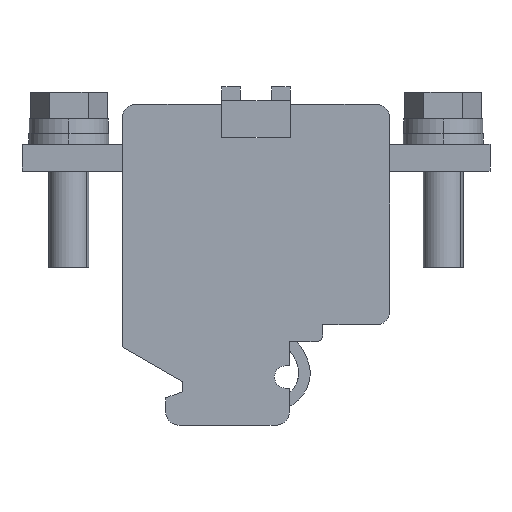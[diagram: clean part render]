
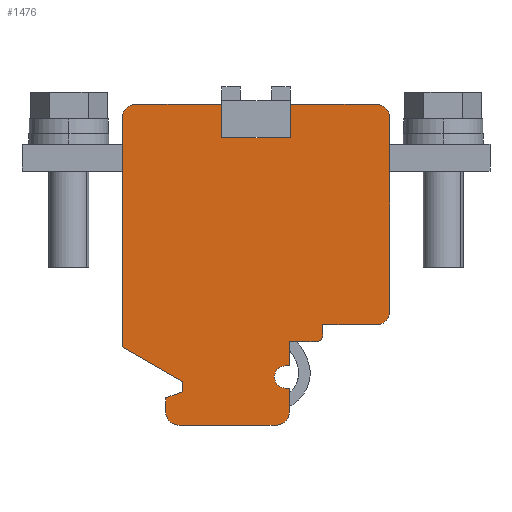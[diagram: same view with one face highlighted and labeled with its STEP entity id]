
A CAD part, left-side view. The second image highlights one B-rep face of the part: STEP entity #1476.
In plain terms, the highlighted planar face has unit normal (-1, 0, 0).
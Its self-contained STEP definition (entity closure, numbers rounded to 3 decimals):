
#443=AXIS2_PLACEMENT_3D('Circle Axis2P3D',#441,#442,$) ;
#515=AXIS2_PLACEMENT_3D('Circle Axis2P3D',#513,#514,$) ;
#570=AXIS2_PLACEMENT_3D('Circle Axis2P3D',#568,#569,$) ;
#625=AXIS2_PLACEMENT_3D('Circle Axis2P3D',#623,#624,$) ;
#673=AXIS2_PLACEMENT_3D('Circle Axis2P3D',#671,#672,$) ;
#800=AXIS2_PLACEMENT_3D('Circle Axis2P3D',#798,#799,$) ;
#939=AXIS2_PLACEMENT_3D('Circle Axis2P3D',#937,#938,$) ;
#1419=AXIS2_PLACEMENT_3D('Plane Axis2P3D',#1416,#1417,#1418) ;
#438=CARTESIAN_POINT('Vertex',(0.,15.,17.)) ;
#441=CARTESIAN_POINT('Axis2P3D Location',(0.,17.,17.)) ;
#445=CARTESIAN_POINT('Vertex',(0.,17.,15.)) ;
#465=CARTESIAN_POINT('Line Origine',(0.,21.,15.)) ;
#469=CARTESIAN_POINT('Vertex',(0.,25.,15.)) ;
#489=CARTESIAN_POINT('Line Origine',(0.,25.,14.25)) ;
#493=CARTESIAN_POINT('Vertex',(0.,25.,13.5)) ;
#513=CARTESIAN_POINT('Axis2P3D Location',(0.,26.,13.5)) ;
#517=CARTESIAN_POINT('Vertex',(0.,26.,12.5)) ;
#541=CARTESIAN_POINT('Vertex',(0.,30.,8.85)) ;
#544=CARTESIAN_POINT('Line Origine',(0.,30.3,8.85)) ;
#548=CARTESIAN_POINT('Vertex',(0.,30.6,8.85)) ;
#568=CARTESIAN_POINT('Axis2P3D Location',(0.,30.6,7.2)) ;
#572=CARTESIAN_POINT('Vertex',(0.,30.6,5.55)) ;
#592=CARTESIAN_POINT('Line Origine',(0.,30.3,5.55)) ;
#596=CARTESIAN_POINT('Vertex',(0.,30.,5.55)) ;
#620=CARTESIAN_POINT('Vertex',(0.,30.,2.)) ;
#623=CARTESIAN_POINT('Axis2P3D Location',(0.,32.,2.)) ;
#627=CARTESIAN_POINT('Vertex',(0.,32.,0.)) ;
#647=CARTESIAN_POINT('Line Origine',(0.,39.25,0.)) ;
#651=CARTESIAN_POINT('Vertex',(0.,46.5,0.)) ;
#671=CARTESIAN_POINT('Axis2P3D Location',(0.,46.5,2.)) ;
#675=CARTESIAN_POINT('Vertex',(0.,48.5,2.)) ;
#695=CARTESIAN_POINT('Line Origine',(0.,48.5,3.045)) ;
#699=CARTESIAN_POINT('Vertex',(0.,48.5,4.09)) ;
#719=CARTESIAN_POINT('Line Origine',(0.,47.25,4.545)) ;
#723=CARTESIAN_POINT('Vertex',(0.,46.,5.)) ;
#743=CARTESIAN_POINT('Line Origine',(0.,46.,5.75)) ;
#747=CARTESIAN_POINT('Vertex',(0.,46.,6.5)) ;
#767=CARTESIAN_POINT('Line Origine',(0.,50.5,9.098)) ;
#771=CARTESIAN_POINT('Vertex',(0.,55.,11.696)) ;
#795=CARTESIAN_POINT('Vertex',(0.,55.,46.)) ;
#798=CARTESIAN_POINT('Axis2P3D Location',(0.,53.,46.)) ;
#802=CARTESIAN_POINT('Vertex',(0.,53.,48.)) ;
#822=CARTESIAN_POINT('Line Origine',(0.,46.575,48.)) ;
#826=CARTESIAN_POINT('Vertex',(0.,40.15,48.)) ;
#846=CARTESIAN_POINT('Line Origine',(0.,40.15,45.5)) ;
#850=CARTESIAN_POINT('Vertex',(0.,40.15,43.)) ;
#870=CARTESIAN_POINT('Line Origine',(0.,35.,43.)) ;
#874=CARTESIAN_POINT('Vertex',(0.,29.85,43.)) ;
#894=CARTESIAN_POINT('Line Origine',(0.,29.85,45.5)) ;
#898=CARTESIAN_POINT('Vertex',(0.,29.85,48.)) ;
#913=CARTESIAN_POINT('Line Origine',(0.,23.425,48.)) ;
#917=CARTESIAN_POINT('Vertex',(0.,17.,48.)) ;
#937=CARTESIAN_POINT('Axis2P3D Location',(0.,17.,46.)) ;
#941=CARTESIAN_POINT('Vertex',(0.,15.,46.)) ;
#1416=CARTESIAN_POINT('Axis2P3D Location',(0.,0.,0.)) ;
#1421=CARTESIAN_POINT('Line Origine',(0.,15.,31.5)) ;
#1426=CARTESIAN_POINT('Line Origine',(0.,55.,28.848)) ;
#1431=CARTESIAN_POINT('Line Origine',(0.,30.,3.775)) ;
#1436=CARTESIAN_POINT('Line Origine',(0.,30.,10.675)) ;
#1440=CARTESIAN_POINT('Vertex',(0.,30.,12.5)) ;
#1443=CARTESIAN_POINT('Line Origine',(0.,28.,12.5)) ;
#442=DIRECTION('Axis2P3D Direction',(1.,0.,0.)) ;
#466=DIRECTION('Vector Direction',(0.,1.,0.)) ;
#490=DIRECTION('Vector Direction',(0.,0.,1.)) ;
#514=DIRECTION('Axis2P3D Direction',(1.,0.,0.)) ;
#545=DIRECTION('Vector Direction',(0.,1.,0.)) ;
#569=DIRECTION('Axis2P3D Direction',(1.,0.,0.)) ;
#593=DIRECTION('Vector Direction',(0.,1.,0.)) ;
#624=DIRECTION('Axis2P3D Direction',(1.,0.,0.)) ;
#648=DIRECTION('Vector Direction',(0.,1.,0.)) ;
#672=DIRECTION('Axis2P3D Direction',(1.,0.,0.)) ;
#696=DIRECTION('Vector Direction',(0.,0.,1.)) ;
#720=DIRECTION('Vector Direction',(0.,0.94,-0.342)) ;
#744=DIRECTION('Vector Direction',(0.,0.,1.)) ;
#768=DIRECTION('Vector Direction',(0.,0.866,0.5)) ;
#799=DIRECTION('Axis2P3D Direction',(1.,0.,0.)) ;
#823=DIRECTION('Vector Direction',(0.,1.,0.)) ;
#847=DIRECTION('Vector Direction',(0.,0.,1.)) ;
#871=DIRECTION('Vector Direction',(0.,1.,0.)) ;
#895=DIRECTION('Vector Direction',(0.,0.,1.)) ;
#914=DIRECTION('Vector Direction',(0.,1.,0.)) ;
#938=DIRECTION('Axis2P3D Direction',(1.,0.,0.)) ;
#1417=DIRECTION('Axis2P3D Direction',(1.,0.,0.)) ;
#1418=DIRECTION('Axis2P3D XDirection',(0.,1.,0.)) ;
#1422=DIRECTION('Vector Direction',(0.,0.,1.)) ;
#1427=DIRECTION('Vector Direction',(0.,0.,1.)) ;
#1432=DIRECTION('Vector Direction',(0.,0.,1.)) ;
#1437=DIRECTION('Vector Direction',(0.,0.,1.)) ;
#1444=DIRECTION('Vector Direction',(0.,1.,0.)) ;
#467=VECTOR('Line Direction',#466,1.) ;
#491=VECTOR('Line Direction',#490,1.) ;
#546=VECTOR('Line Direction',#545,1.) ;
#594=VECTOR('Line Direction',#593,1.) ;
#649=VECTOR('Line Direction',#648,1.) ;
#697=VECTOR('Line Direction',#696,1.) ;
#721=VECTOR('Line Direction',#720,1.) ;
#745=VECTOR('Line Direction',#744,1.) ;
#769=VECTOR('Line Direction',#768,1.) ;
#824=VECTOR('Line Direction',#823,1.) ;
#848=VECTOR('Line Direction',#847,1.) ;
#872=VECTOR('Line Direction',#871,1.) ;
#896=VECTOR('Line Direction',#895,1.) ;
#915=VECTOR('Line Direction',#914,1.) ;
#1423=VECTOR('Line Direction',#1422,1.) ;
#1428=VECTOR('Line Direction',#1427,1.) ;
#1433=VECTOR('Line Direction',#1432,1.) ;
#1438=VECTOR('Line Direction',#1437,1.) ;
#1445=VECTOR('Line Direction',#1444,1.) ;
#1449=ORIENTED_EDGE('',*,*,#1425,.T.) ;
#1450=ORIENTED_EDGE('',*,*,#943,.F.) ;
#1451=ORIENTED_EDGE('',*,*,#919,.F.) ;
#1452=ORIENTED_EDGE('',*,*,#900,.F.) ;
#1453=ORIENTED_EDGE('',*,*,#876,.F.) ;
#1454=ORIENTED_EDGE('',*,*,#852,.F.) ;
#1455=ORIENTED_EDGE('',*,*,#828,.F.) ;
#1456=ORIENTED_EDGE('',*,*,#804,.F.) ;
#1457=ORIENTED_EDGE('',*,*,#1430,.T.) ;
#1458=ORIENTED_EDGE('',*,*,#773,.F.) ;
#1459=ORIENTED_EDGE('',*,*,#749,.F.) ;
#1460=ORIENTED_EDGE('',*,*,#725,.F.) ;
#1461=ORIENTED_EDGE('',*,*,#701,.F.) ;
#1462=ORIENTED_EDGE('',*,*,#677,.F.) ;
#1463=ORIENTED_EDGE('',*,*,#653,.F.) ;
#1464=ORIENTED_EDGE('',*,*,#629,.F.) ;
#1465=ORIENTED_EDGE('',*,*,#1435,.T.) ;
#1466=ORIENTED_EDGE('',*,*,#598,.F.) ;
#1467=ORIENTED_EDGE('',*,*,#574,.F.) ;
#1468=ORIENTED_EDGE('',*,*,#550,.F.) ;
#1469=ORIENTED_EDGE('',*,*,#1442,.T.) ;
#1470=ORIENTED_EDGE('',*,*,#1447,.T.) ;
#1471=ORIENTED_EDGE('',*,*,#519,.F.) ;
#1472=ORIENTED_EDGE('',*,*,#495,.F.) ;
#1473=ORIENTED_EDGE('',*,*,#471,.F.) ;
#1474=ORIENTED_EDGE('',*,*,#447,.F.) ;
#1476=ADVANCED_FACE('V1',(#1475),#1420,.F.) ;
#444=CIRCLE('generated circle',#443,2.) ;
#516=CIRCLE('generated circle',#515,1.) ;
#571=CIRCLE('generated circle',#570,1.65) ;
#626=CIRCLE('generated circle',#625,2.) ;
#674=CIRCLE('generated circle',#673,2.) ;
#801=CIRCLE('generated circle',#800,2.) ;
#940=CIRCLE('generated circle',#939,2.) ;
#447=EDGE_CURVE('',#439,#446,#444,.T.) ;
#471=EDGE_CURVE('',#446,#470,#468,.T.) ;
#495=EDGE_CURVE('',#470,#494,#492,.F.) ;
#519=EDGE_CURVE('',#494,#518,#516,.T.) ;
#550=EDGE_CURVE('',#542,#549,#547,.T.) ;
#574=EDGE_CURVE('',#549,#573,#571,.F.) ;
#598=EDGE_CURVE('',#573,#597,#595,.F.) ;
#629=EDGE_CURVE('',#621,#628,#626,.T.) ;
#653=EDGE_CURVE('',#628,#652,#650,.T.) ;
#677=EDGE_CURVE('',#652,#676,#674,.T.) ;
#701=EDGE_CURVE('',#676,#700,#698,.T.) ;
#725=EDGE_CURVE('',#700,#724,#722,.F.) ;
#749=EDGE_CURVE('',#724,#748,#746,.T.) ;
#773=EDGE_CURVE('',#748,#772,#770,.T.) ;
#804=EDGE_CURVE('',#796,#803,#801,.T.) ;
#828=EDGE_CURVE('',#803,#827,#825,.F.) ;
#852=EDGE_CURVE('',#827,#851,#849,.F.) ;
#876=EDGE_CURVE('',#851,#875,#873,.F.) ;
#900=EDGE_CURVE('',#875,#899,#897,.T.) ;
#919=EDGE_CURVE('',#899,#918,#916,.F.) ;
#943=EDGE_CURVE('',#918,#942,#940,.T.) ;
#1425=EDGE_CURVE('',#439,#942,#1424,.T.) ;
#1430=EDGE_CURVE('',#796,#772,#1429,.F.) ;
#1435=EDGE_CURVE('',#621,#597,#1434,.T.) ;
#1442=EDGE_CURVE('',#542,#1441,#1439,.T.) ;
#1447=EDGE_CURVE('',#1441,#518,#1446,.F.) ;
#1448=EDGE_LOOP('',(#1449,#1450,#1451,#1452,#1453,#1454,#1455,#1456,#1457,#1458,#1459,#1460,#1461,#1462,#1463,#1464,#1465,#1466,#1467,#1468,#1469,#1470,#1471,#1472,#1473,#1474)) ;
#1475=FACE_OUTER_BOUND('',#1448,.T.) ;
#468=LINE('Line',#465,#467) ;
#492=LINE('Line',#489,#491) ;
#547=LINE('Line',#544,#546) ;
#595=LINE('Line',#592,#594) ;
#650=LINE('Line',#647,#649) ;
#698=LINE('Line',#695,#697) ;
#722=LINE('Line',#719,#721) ;
#746=LINE('Line',#743,#745) ;
#770=LINE('Line',#767,#769) ;
#825=LINE('Line',#822,#824) ;
#849=LINE('Line',#846,#848) ;
#873=LINE('Line',#870,#872) ;
#897=LINE('Line',#894,#896) ;
#916=LINE('Line',#913,#915) ;
#1424=LINE('Line',#1421,#1423) ;
#1429=LINE('Line',#1426,#1428) ;
#1434=LINE('Line',#1431,#1433) ;
#1439=LINE('Line',#1436,#1438) ;
#1446=LINE('Line',#1443,#1445) ;
#1420=PLANE('',#1419) ;
#439=VERTEX_POINT('',#438) ;
#446=VERTEX_POINT('',#445) ;
#470=VERTEX_POINT('',#469) ;
#494=VERTEX_POINT('',#493) ;
#518=VERTEX_POINT('',#517) ;
#542=VERTEX_POINT('',#541) ;
#549=VERTEX_POINT('',#548) ;
#573=VERTEX_POINT('',#572) ;
#597=VERTEX_POINT('',#596) ;
#621=VERTEX_POINT('',#620) ;
#628=VERTEX_POINT('',#627) ;
#652=VERTEX_POINT('',#651) ;
#676=VERTEX_POINT('',#675) ;
#700=VERTEX_POINT('',#699) ;
#724=VERTEX_POINT('',#723) ;
#748=VERTEX_POINT('',#747) ;
#772=VERTEX_POINT('',#771) ;
#796=VERTEX_POINT('',#795) ;
#803=VERTEX_POINT('',#802) ;
#827=VERTEX_POINT('',#826) ;
#851=VERTEX_POINT('',#850) ;
#875=VERTEX_POINT('',#874) ;
#899=VERTEX_POINT('',#898) ;
#918=VERTEX_POINT('',#917) ;
#942=VERTEX_POINT('',#941) ;
#1441=VERTEX_POINT('',#1440) ;
